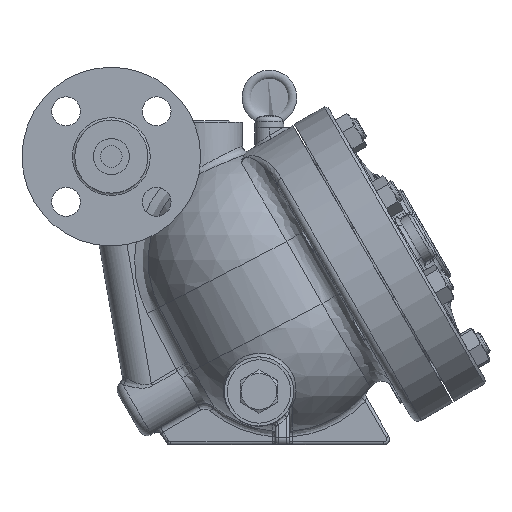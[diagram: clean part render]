
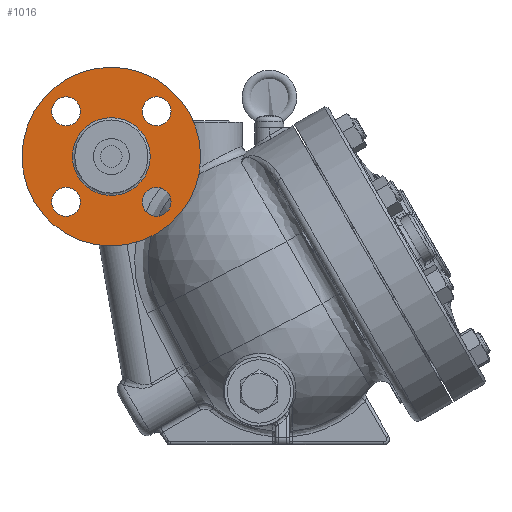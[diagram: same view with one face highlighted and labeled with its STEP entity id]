
A CAD part, front view. The second image highlights one B-rep face of the part: STEP entity #1016.
In plain terms, the highlighted planar face has unit normal (0, -1, 0).
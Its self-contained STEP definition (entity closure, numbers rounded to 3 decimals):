
#800=CARTESIAN_POINT('',(-65.,-173.4,62.));
#801=VERTEX_POINT('',#800);
#802=CARTESIAN_POINT('',(-65.,-173.4,0.));
#803=DIRECTION('',(0.0,1.0,0.0));
#804=DIRECTION('',(0.0,0.0,1.0));
#805=AXIS2_PLACEMENT_3D('',#802,#803,#804);
#806=CIRCLE('',#805,62.);
#807=EDGE_CURVE('',#801,#801,#806,.T.);
#949=CARTESIAN_POINT('',(-65.,-173.4,27.0));
#950=VERTEX_POINT('',#949);
#951=CARTESIAN_POINT('',(-65.,-173.4,0.));
#952=DIRECTION('',(0.0,-1.0,0.0));
#953=DIRECTION('',(0.0,0.0,-1.0));
#954=AXIS2_PLACEMENT_3D('',#951,#952,#953);
#955=CIRCLE('',#954,27.);
#956=EDGE_CURVE('',#950,#950,#955,.T.);
#961=CARTESIAN_POINT('',(-65.,-173.4,43.7));
#962=DIRECTION('',(0.0,-1.0,0.0));
#963=DIRECTION('',(0.0,0.0,-1.0));
#964=AXIS2_PLACEMENT_3D('',#961,#962,#963);
#965=PLANE('',#964);
#966=ORIENTED_EDGE('',*,*,#807,.F.);
#967=EDGE_LOOP('',(#966));
#968=FACE_OUTER_BOUND('',#967,.T.);
#969=CARTESIAN_POINT('',(-86.431,-173.4,31.431));
#970=VERTEX_POINT('',#969);
#971=CARTESIAN_POINT('',(-96.431,-173.4,31.431));
#972=DIRECTION('',(0.0,1.0,0.0));
#973=DIRECTION('',(1.0,0.0,0.0));
#974=AXIS2_PLACEMENT_3D('',#971,#972,#973);
#975=CIRCLE('',#974,10.);
#976=EDGE_CURVE('',#970,#970,#975,.T.);
#977=ORIENTED_EDGE('',*,*,#976,.T.);
#978=EDGE_LOOP('',(#977));
#979=FACE_BOUND('',#978,.T.);
#980=CARTESIAN_POINT('',(-33.569,-173.4,21.431));
#981=VERTEX_POINT('',#980);
#982=CARTESIAN_POINT('',(-33.569,-173.4,31.431));
#983=DIRECTION('',(0.0,1.0,0.0));
#984=DIRECTION('',(0.0,0.0,-1.0));
#985=AXIS2_PLACEMENT_3D('',#982,#983,#984);
#986=CIRCLE('',#985,10.);
#987=EDGE_CURVE('',#981,#981,#986,.T.);
#988=ORIENTED_EDGE('',*,*,#987,.T.);
#989=EDGE_LOOP('',(#988));
#990=FACE_BOUND('',#989,.T.);
#991=CARTESIAN_POINT('',(-43.569,-173.4,-31.431));
#992=VERTEX_POINT('',#991);
#993=CARTESIAN_POINT('',(-33.569,-173.4,-31.431));
#994=DIRECTION('',(0.0,1.0,0.0));
#995=DIRECTION('',(-1.0,0.0,0.0));
#996=AXIS2_PLACEMENT_3D('',#993,#994,#995);
#997=CIRCLE('',#996,10.);
#998=EDGE_CURVE('',#992,#992,#997,.T.);
#999=ORIENTED_EDGE('',*,*,#998,.T.);
#1000=EDGE_LOOP('',(#999));
#1001=FACE_BOUND('',#1000,.T.);
#1002=CARTESIAN_POINT('',(-96.431,-173.4,-21.431));
#1003=VERTEX_POINT('',#1002);
#1004=CARTESIAN_POINT('',(-96.431,-173.4,-31.431));
#1005=DIRECTION('',(0.0,1.0,0.0));
#1006=DIRECTION('',(0.0,0.0,1.0));
#1007=AXIS2_PLACEMENT_3D('',#1004,#1005,#1006);
#1008=CIRCLE('',#1007,10.);
#1009=EDGE_CURVE('',#1003,#1003,#1008,.T.);
#1010=ORIENTED_EDGE('',*,*,#1009,.T.);
#1011=EDGE_LOOP('',(#1010));
#1012=FACE_BOUND('',#1011,.T.);
#1013=ORIENTED_EDGE('',*,*,#956,.F.);
#1014=EDGE_LOOP('',(#1013));
#1015=FACE_BOUND('',#1014,.T.);
#1016=ADVANCED_FACE('',(#968,#979,#990,#1001,#1012,#1015),#965,.T.);
